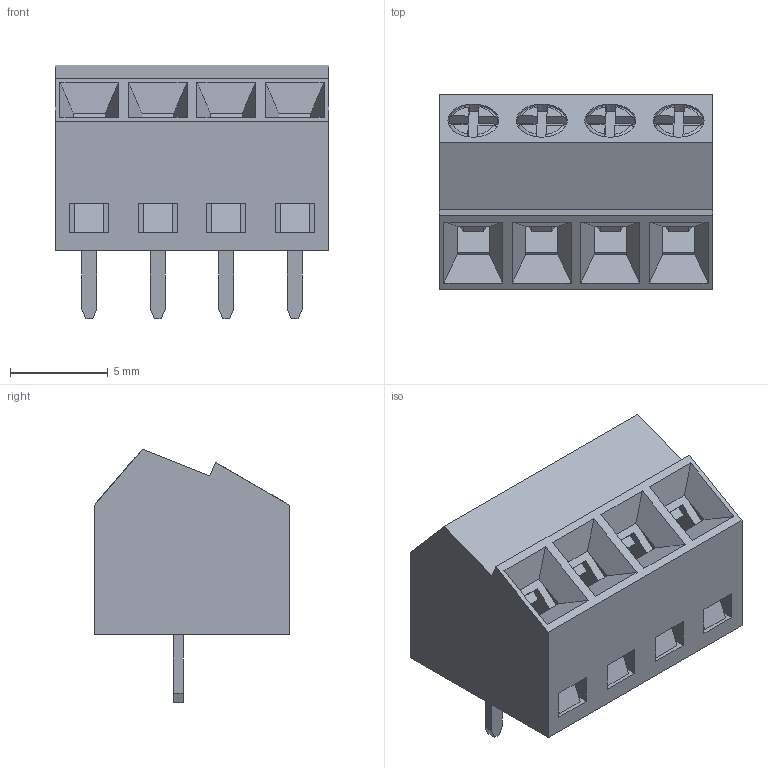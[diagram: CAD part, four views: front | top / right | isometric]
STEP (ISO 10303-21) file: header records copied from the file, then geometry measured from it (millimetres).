
FILE_DESCRIPTION( /* description */ ('Unknown'), /* implementation_level */ '2;1');
FILE_NAME( /* name */ '691221120004', /* time_stamp */ '2017-08-02T09:28:13+02:00', /* author */ ('Unknown'), /* organization */ ('Unknown'), /* preprocessor_version */ 'ST-DEVELOPER v16.7', /* originating_system */ 'DEX', /* authorisation */ $);
FILE_SCHEMA (('AUTOMOTIVE_DESIGN {1 0 10303 214 3 1 1}'));
Length unit declared in the file: millimetre
Products named in the file (6): 6912211200xx; 691221120004; 691221120004_BACK; 6912211200xx_MASS; 6912211200xx_VIS; 6912211200xx_PIN
Assembly tree (14 placements, depth 2):
  6912211200xx
    691221120004
    691221120004_BACK
    6912211200xx_MASS  x4
    6912211200xx_VIS  x4
    6912211200xx_PIN  x4
Bounding box: 14 x 10 x 12.97 mm (x, y, z)
Volume: 766.7 mm3; surface area: 2711 mm2
Topology: 14 solids, 14 shells, 441 faces, 1169 edges, 770 vertices
Faces by surface type: plane 377, cylinder 44, torus 20
Full cylindrical faces by diameter (mm): 1.7 x8, 2 x4, 2.6 x8
Entity records: 9110 total; most frequent: CARTESIAN_POINT 1599, ORIENTED_EDGE 1524, DIRECTION 1425, EDGE_CURVE 762, LINE 683, VECTOR 683, VERTEX_POINT 513, AXIS2_PLACEMENT_3D 371
